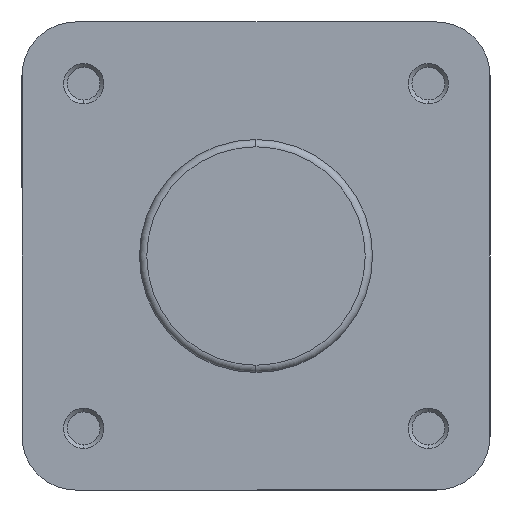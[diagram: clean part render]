
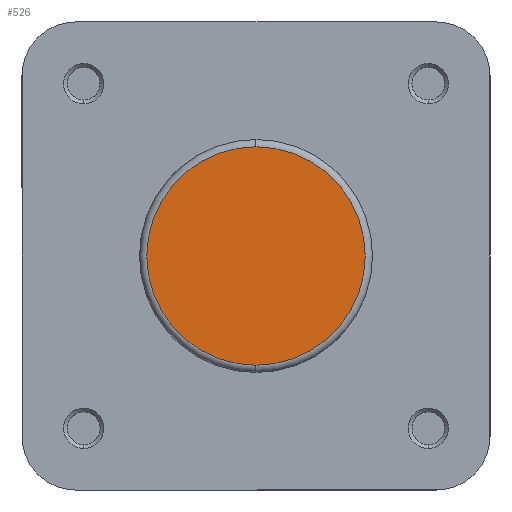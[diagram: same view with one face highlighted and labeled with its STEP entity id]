
A CAD part, left-side view. The second image highlights one B-rep face of the part: STEP entity #526.
In plain terms, the highlighted planar face has unit normal (-1, 0, 0).
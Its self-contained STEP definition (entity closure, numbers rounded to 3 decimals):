
#43 = AXIS2_PLACEMENT_3D ( 'NONE', #2550, #2551, #2552 ) ;
#149 = AXIS2_PLACEMENT_3D ( 'NONE', #2805, #2807, #2808 ) ;
#307 = CIRCLE ( 'NONE', #149, 22.4 ) ;
#526 = ADVANCED_FACE ( 'NONE', ( #4001 ), #5103, .F. ) ;
#956 = CARTESIAN_POINT ( 'NONE',  ( 0., 0., 22.4 ) ) ;
#1416 = ORIENTED_EDGE ( 'NONE', *, *, #3432, .T. ) ;
#1612 = EDGE_LOOP ( 'NONE', ( #4821, #1416 ) ) ;
#2097 = CARTESIAN_POINT ( 'NONE',  ( 0., 0., -22.4 ) ) ;
#2550 = CARTESIAN_POINT ( 'NONE',  ( 0., 0., 0. ) ) ;
#2551 = DIRECTION ( 'NONE',  ( -1., 0., 0. ) ) ;
#2552 = DIRECTION ( 'NONE',  ( 0., 0., -1. ) ) ;
#2805 = CARTESIAN_POINT ( 'NONE',  ( 0., 0., 0. ) ) ;
#2807 = DIRECTION ( 'NONE',  ( -1., 0., 0. ) ) ;
#2808 = DIRECTION ( 'NONE',  ( 0., 0., -1. ) ) ;
#2979 = VERTEX_POINT ( 'NONE', #2097 ) ;
#3204 = AXIS2_PLACEMENT_3D ( 'NONE', #5098, #5097, #5099 ) ;
#3432 = EDGE_CURVE ( 'NONE', #5042, #2979, #4633, .T. ) ;
#3532 = EDGE_CURVE ( 'NONE', #2979, #5042, #307, .T. ) ;
#4001 = FACE_OUTER_BOUND ( 'NONE', #1612, .T. ) ;
#4633 = CIRCLE ( 'NONE', #43, 22.4 ) ;
#4821 = ORIENTED_EDGE ( 'NONE', *, *, #3532, .T. ) ;
#5042 = VERTEX_POINT ( 'NONE', #956 ) ;
#5097 = DIRECTION ( 'NONE',  ( 1., 0., 0. ) ) ;
#5098 = CARTESIAN_POINT ( 'NONE',  ( 0., 23.9, 0. ) ) ;
#5099 = DIRECTION ( 'NONE',  ( 0., 0., -1. ) ) ;
#5103 = PLANE ( 'NONE',  #3204 ) ;
